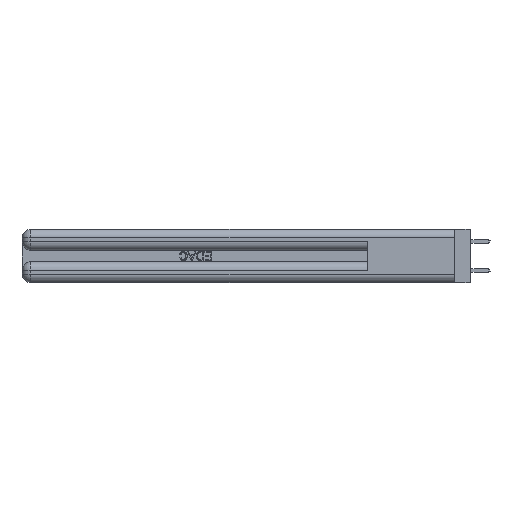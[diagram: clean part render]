
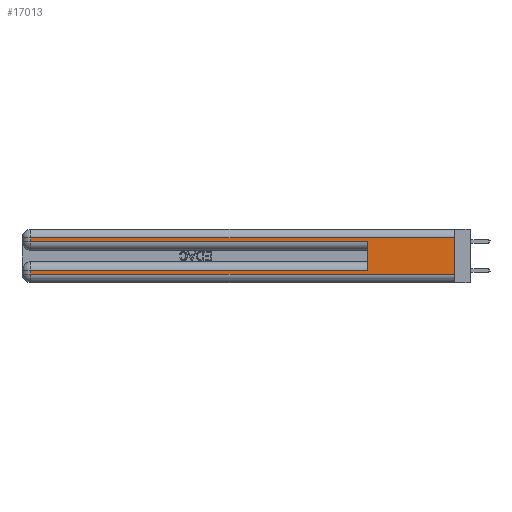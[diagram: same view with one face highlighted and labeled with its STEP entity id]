
A CAD part, left-side view. The second image highlights one B-rep face of the part: STEP entity #17013.
In plain terms, the highlighted planar face has unit normal (-1, 0, 0).
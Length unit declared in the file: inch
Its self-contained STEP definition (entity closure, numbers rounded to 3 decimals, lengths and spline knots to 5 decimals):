
#782 = LINE ( 'NONE', #22607, #20153 ) ;
#979 = VERTEX_POINT ( 'NONE', #4667 ) ;
#2051 = LINE ( 'NONE', #47876, #19665 ) ;
#2121 = EDGE_CURVE ( 'NONE', #11960, #8977, #8772, .T. ) ;
#2402 = ORIENTED_EDGE ( 'NONE', *, *, #26544, .T. ) ;
#4582 = ORIENTED_EDGE ( 'NONE', *, *, #38492, .F. ) ;
#4667 = CARTESIAN_POINT ( 'NONE',  ( 0., 0.6, 0.085 ) ) ;
#4986 = ORIENTED_EDGE ( 'NONE', *, *, #8142, .T. ) ;
#5360 = PLANE ( 'NONE',  #46192 ) ;
#8142 = EDGE_CURVE ( 'NONE', #37696, #15384, #17276, .T. ) ;
#8229 = FACE_OUTER_BOUND ( 'NONE', #45317, .T. ) ;
#8772 = LINE ( 'NONE', #33640, #32311 ) ;
#8977 = VERTEX_POINT ( 'NONE', #40648 ) ;
#9214 = CARTESIAN_POINT ( 'NONE',  ( 0., 2.94, 0.285 ) ) ;
#10428 = CARTESIAN_POINT ( 'NONE',  ( 0., 2.94, 0.31 ) ) ;
#11956 = LINE ( 'NONE', #27580, #43693 ) ;
#11960 = VERTEX_POINT ( 'NONE', #30396 ) ;
#12563 = VECTOR ( 'NONE', #13464, 39.37008 ) ;
#13464 = DIRECTION ( 'NONE',  ( 0., 1., 0. ) ) ;
#14101 = VECTOR ( 'NONE', #32606, 39.37008 ) ;
#14725 = LINE ( 'NONE', #21298, #14101 ) ;
#15384 = VERTEX_POINT ( 'NONE', #10428 ) ;
#15446 = VECTOR ( 'NONE', #30312, 39.37008 ) ;
#16993 = CARTESIAN_POINT ( 'NONE',  ( 0., 0., 0.37 ) ) ;
#17013 = ADVANCED_FACE ( 'NONE', ( #8229 ), #5360, .F. ) ;
#17276 = LINE ( 'NONE', #32227, #12563 ) ;
#17297 = VERTEX_POINT ( 'NONE', #9214 ) ;
#19301 = CARTESIAN_POINT ( 'NONE',  ( 0., 0., 0.37 ) ) ;
#19665 = VECTOR ( 'NONE', #26483, 39.37008 ) ;
#20153 = VECTOR ( 'NONE', #26394, 39.37008 ) ;
#20179 = VERTEX_POINT ( 'NONE', #32642 ) ;
#20812 = DIRECTION ( 'NONE',  ( 1., 0., 0. ) ) ;
#21298 = CARTESIAN_POINT ( 'NONE',  ( 0., 0., 0.085 ) ) ;
#21383 = ORIENTED_EDGE ( 'NONE', *, *, #32042, .F. ) ;
#22043 = DIRECTION ( 'NONE',  ( 0., -1., 0. ) ) ;
#22607 = CARTESIAN_POINT ( 'NONE',  ( 0., 0.6, 0.145 ) ) ;
#23476 = DIRECTION ( 'NONE',  ( 0., 0., -1. ) ) ;
#23821 = CARTESIAN_POINT ( 'NONE',  ( 0., 0., 0.31 ) ) ;
#26394 = DIRECTION ( 'NONE',  ( 0., 0., 1. ) ) ;
#26483 = DIRECTION ( 'NONE',  ( 0., 0., -1. ) ) ;
#26544 = EDGE_CURVE ( 'NONE', #979, #11960, #14725, .T. ) ;
#27083 = ORIENTED_EDGE ( 'NONE', *, *, #2121, .T. ) ;
#27580 = CARTESIAN_POINT ( 'NONE',  ( 0., 0., 0.285 ) ) ;
#28170 = ORIENTED_EDGE ( 'NONE', *, *, #30637, .T. ) ;
#28487 = LINE ( 'NONE', #33860, #47281 ) ;
#30312 = DIRECTION ( 'NONE',  ( 0., 0., -1. ) ) ;
#30396 = CARTESIAN_POINT ( 'NONE',  ( 0., 2.94, 0.085 ) ) ;
#30637 = EDGE_CURVE ( 'NONE', #8977, #20179, #28487, .T. ) ;
#31422 = EDGE_CURVE ( 'NONE', #17297, #37236, #11956, .T. ) ;
#32042 = EDGE_CURVE ( 'NONE', #37696, #20179, #34263, .T. ) ;
#32227 = CARTESIAN_POINT ( 'NONE',  ( 0., 0., 0.31 ) ) ;
#32311 = VECTOR ( 'NONE', #23476, 39.37008 ) ;
#32606 = DIRECTION ( 'NONE',  ( 0., 1., 0. ) ) ;
#32642 = CARTESIAN_POINT ( 'NONE',  ( 0., 0., 0.06 ) ) ;
#32859 = CARTESIAN_POINT ( 'NONE',  ( 0., 0.6, 0.285 ) ) ;
#33640 = CARTESIAN_POINT ( 'NONE',  ( 0., 2.94, 0.37 ) ) ;
#33860 = CARTESIAN_POINT ( 'NONE',  ( 0., 0., 0.06 ) ) ;
#34263 = LINE ( 'NONE', #19301, #15446 ) ;
#34952 = DIRECTION ( 'NONE',  ( 0., -1., 0. ) ) ;
#36306 = ORIENTED_EDGE ( 'NONE', *, *, #37308, .T. ) ;
#37236 = VERTEX_POINT ( 'NONE', #32859 ) ;
#37308 = EDGE_CURVE ( 'NONE', #15384, #17297, #2051, .T. ) ;
#37696 = VERTEX_POINT ( 'NONE', #23821 ) ;
#38492 = EDGE_CURVE ( 'NONE', #979, #37236, #782, .T. ) ;
#40648 = CARTESIAN_POINT ( 'NONE',  ( 0., 2.94, 0.06 ) ) ;
#43293 = DIRECTION ( 'NONE',  ( 0., 0., -1. ) ) ;
#43693 = VECTOR ( 'NONE', #34952, 39.37008 ) ;
#44164 = ORIENTED_EDGE ( 'NONE', *, *, #31422, .T. ) ;
#45317 = EDGE_LOOP ( 'NONE', ( #21383, #4986, #36306, #44164, #4582, #2402, #27083, #28170 ) ) ;
#46192 = AXIS2_PLACEMENT_3D ( 'NONE', #16993, #20812, #43293 ) ;
#47281 = VECTOR ( 'NONE', #22043, 39.37008 ) ;
#47876 = CARTESIAN_POINT ( 'NONE',  ( 0., 2.94, 0.37 ) ) ;
